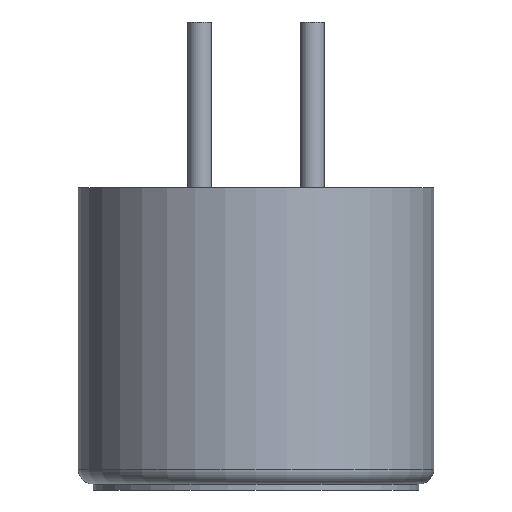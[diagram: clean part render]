
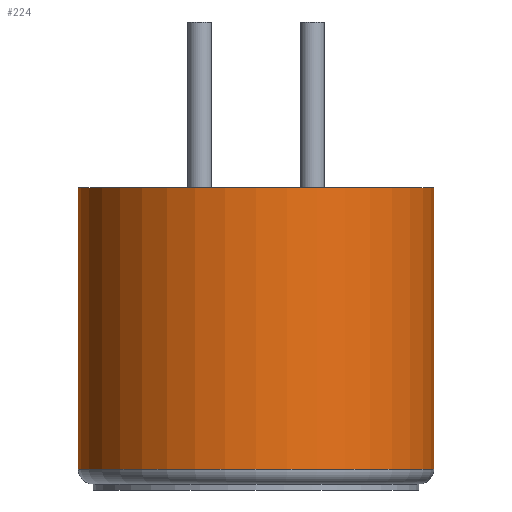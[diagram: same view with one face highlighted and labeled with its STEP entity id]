
A CAD part, front view. The second image highlights one B-rep face of the part: STEP entity #224.
In plain terms, the highlighted cylindrical face has radius 3 mm (diameter 6 mm), a full revolution.
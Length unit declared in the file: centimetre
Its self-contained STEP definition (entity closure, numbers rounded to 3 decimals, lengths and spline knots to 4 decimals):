
#113=CYLINDRICAL_SURFACE('',#247,0.3);
#117=VERTEX_POINT('',#297);
#124=VERTEX_POINT('',#319);
#128=CIRCLE('',#231,0.3);
#135=CIRCLE('',#246,0.3);
#139=EDGE_CURVE('',#117,#117,#128,.T.);
#146=EDGE_CURVE('',#124,#124,#135,.T.);
#167=ORIENTED_EDGE('',*,*,#139,.T.);
#168=ORIENTED_EDGE('',*,*,#146,.F.);
#189=EDGE_LOOP('',(#167));
#190=EDGE_LOOP('',(#168));
#211=FACE_BOUND('',#189,.T.);
#212=FACE_BOUND('',#190,.T.);
#224=ADVANCED_FACE('',(#211,#212),#113,.T.);
#231=AXIS2_PLACEMENT_3D('',#296,#258,#259);
#246=AXIS2_PLACEMENT_3D('',#318,#283,#284);
#247=AXIS2_PLACEMENT_3D('',#320,#285,#286);
#258=DIRECTION('',(0.,0.,-1.));
#259=DIRECTION('',(0.3,0.,0.));
#283=DIRECTION('',(0.,0.,-1.));
#284=DIRECTION('',(-0.3,0.,0.));
#285=DIRECTION('',(0.,0.,1.));
#286=DIRECTION('',(0.3,0.,0.));
#296=CARTESIAN_POINT('',(0.,0.,0.5));
#297=CARTESIAN_POINT('',(0.3,0.,0.5));
#318=CARTESIAN_POINT('',(0.,0.,0.025));
#319=CARTESIAN_POINT('',(0.3,0.,0.025));
#320=CARTESIAN_POINT('',(0.,0.,0.));
